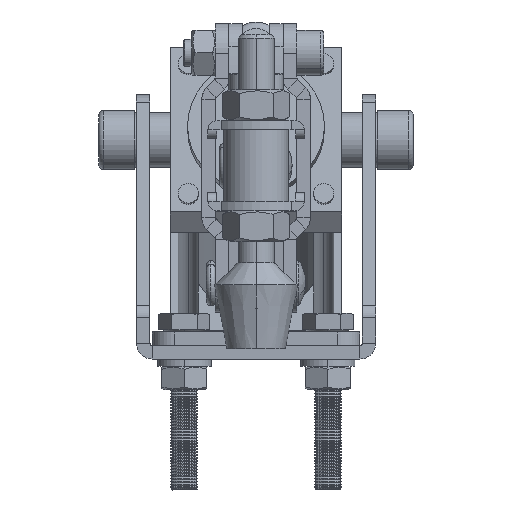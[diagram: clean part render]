
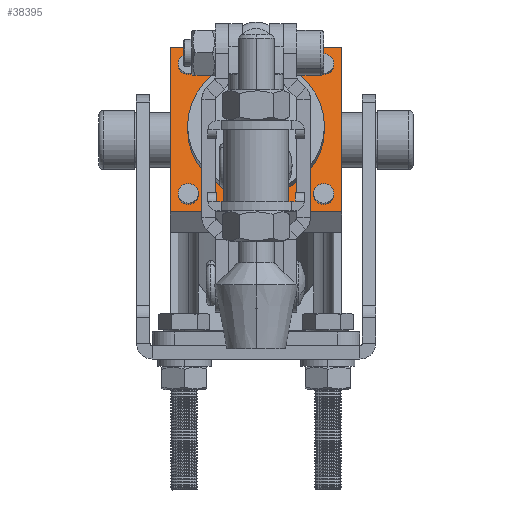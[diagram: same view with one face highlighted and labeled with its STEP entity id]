
A CAD part, left-side view. The second image highlights one B-rep face of the part: STEP entity #38395.
In plain terms, the highlighted face is planar.
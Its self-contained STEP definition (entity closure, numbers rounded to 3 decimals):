
#20 = CIRCLE ( 'NONE', #22483, 15.15 ) ;
#37 = CIRCLE ( 'NONE', #22487, 2.25 ) ;
#109 = CIRCLE ( 'NONE', #22512, 2.25 ) ;
#1156 = EDGE_LOOP ( 'NONE', ( #37893, #37894 ) ) ;
#1183 = EDGE_LOOP ( 'NONE', ( #37889, #37890 ) ) ;
#1533 = EDGE_LOOP ( 'NONE', ( #37891, #37892 ) ) ;
#1535 = EDGE_LOOP ( 'NONE', ( #37901, #37902 ) ) ;
#1635 = EDGE_LOOP ( 'NONE', ( #37895, #37896 ) ) ;
#1677 = EDGE_LOOP ( 'NONE', ( #37897, #37898, #37899, #37900 ) ) ;
#1931 = AXIS2_PLACEMENT_3D ( 'NONE', #3503, #3498, #3505 ) ;
#3498 = DIRECTION ( 'NONE',  ( 1., 0., 0. ) ) ;
#3502 = PLANE ( 'NONE',  #1931 ) ;
#3503 = CARTESIAN_POINT ( 'NONE',  ( 3., 19., 19. ) ) ;
#3505 = DIRECTION ( 'NONE',  ( 0., 1., 0. ) ) ;
#10724 = VERTEX_POINT ( 'NONE', #20389 ) ;
#10873 = VERTEX_POINT ( 'NONE', #20158 ) ;
#10879 = VERTEX_POINT ( 'NONE', #20195 ) ;
#10887 = VERTEX_POINT ( 'NONE', #20187 ) ;
#10988 = VERTEX_POINT ( 'NONE', #20049 ) ;
#11025 = VERTEX_POINT ( 'NONE', #19923 ) ;
#11079 = VERTEX_POINT ( 'NONE', #19959 ) ;
#11112 = VERTEX_POINT ( 'NONE', #19832 ) ;
#11171 = VERTEX_POINT ( 'NONE', #19842 ) ;
#11192 = VERTEX_POINT ( 'NONE', #19790 ) ;
#11208 = VERTEX_POINT ( 'NONE', #19774 ) ;
#11268 = VERTEX_POINT ( 'NONE', #13950 ) ;
#12959 = CIRCLE ( 'NONE', #22459, 2.25 ) ;
#12963 = CIRCLE ( 'NONE', #22460, 2.25 ) ;
#12965 = CIRCLE ( 'NONE', #22461, 2.25 ) ;
#12987 = CIRCLE ( 'NONE', #22465, 2.25 ) ;
#12995 = LINE ( 'NONE', #28596, #13003 ) ;
#12997 = LINE ( 'NONE', #28597, #13007 ) ;
#13001 = LINE ( 'NONE', #28591, #13011 ) ;
#13003 = VECTOR ( 'NONE', #28590, 1000. ) ;
#13007 = VECTOR ( 'NONE', #28588, 1000. ) ;
#13009 = CIRCLE ( 'NONE', #22466, 15.15 ) ;
#13011 = VECTOR ( 'NONE', #28585, 1000. ) ;
#13035 = LINE ( 'NONE', #28549, #13055 ) ;
#13055 = VECTOR ( 'NONE', #28554, 1000. ) ;
#13950 = CARTESIAN_POINT ( 'NONE',  ( 3., 0., -15.15 ) ) ;
#14737 = CARTESIAN_POINT ( 'NONE',  ( 3., -15., 15. ) ) ;
#14738 = DIRECTION ( 'NONE',  ( 1., 0., 0. ) ) ;
#14739 = DIRECTION ( 'NONE',  ( 0., 1., 0. ) ) ;
#14849 = CARTESIAN_POINT ( 'NONE',  ( 3., -15., -15. ) ) ;
#14850 = DIRECTION ( 'NONE',  ( 1., 0., 0. ) ) ;
#14851 = DIRECTION ( 'NONE',  ( 0., 1., 0. ) ) ;
#17503 = CARTESIAN_POINT ( 'NONE',  ( 3., -19., -19. ) ) ;
#17515 = CARTESIAN_POINT ( 'NONE',  ( 3., 0., 15.15 ) ) ;
#19774 = CARTESIAN_POINT ( 'NONE',  ( 3., -12.75, -15. ) ) ;
#19790 = CARTESIAN_POINT ( 'NONE',  ( 3., 12.75, 15. ) ) ;
#19832 = CARTESIAN_POINT ( 'NONE',  ( 3., -19., 19. ) ) ;
#19842 = CARTESIAN_POINT ( 'NONE',  ( 3., 19., 19. ) ) ;
#19923 = CARTESIAN_POINT ( 'NONE',  ( 3., 19., -19. ) ) ;
#19959 = CARTESIAN_POINT ( 'NONE',  ( 3., 17.25, -15. ) ) ;
#20049 = CARTESIAN_POINT ( 'NONE',  ( 3., 17.25, 15. ) ) ;
#20158 = CARTESIAN_POINT ( 'NONE',  ( 3., -12.75, 15. ) ) ;
#20187 = CARTESIAN_POINT ( 'NONE',  ( 3., -17.25, 15. ) ) ;
#20195 = CARTESIAN_POINT ( 'NONE',  ( 3., -17.25, -15. ) ) ;
#20389 = CARTESIAN_POINT ( 'NONE',  ( 3., 12.75, -15. ) ) ;
#21482 = EDGE_CURVE ( 'NONE', #10724, #11079, #12959, .T. ) ;
#21484 = EDGE_CURVE ( 'NONE', #10879, #11208, #12963, .T. ) ;
#21485 = EDGE_CURVE ( 'NONE', #10887, #10873, #12965, .T. ) ;
#21493 = EDGE_CURVE ( 'NONE', #11192, #10988, #12987, .T. ) ;
#21495 = EDGE_CURVE ( 'NONE', #11025, #27382, #12995, .T. ) ;
#21496 = EDGE_CURVE ( 'NONE', #11112, #27382, #12997, .T. ) ;
#21497 = EDGE_CURVE ( 'NONE', #11171, #11112, #13001, .T. ) ;
#21498 = EDGE_CURVE ( 'NONE', #27394, #11268, #13009, .T. ) ;
#21512 = EDGE_CURVE ( 'NONE', #11171, #11025, #13035, .T. ) ;
#21543 = EDGE_CURVE ( 'NONE', #11268, #27394, #20, .T. ) ;
#21550 = EDGE_CURVE ( 'NONE', #10988, #11192, #37, .T. ) ;
#21605 = EDGE_CURVE ( 'NONE', #11079, #10724, #109, .T. ) ;
#22073 = DIRECTION ( 'NONE',  ( 0., 1., 0. ) ) ;
#22318 = DIRECTION ( 'NONE',  ( 1., 0., 0. ) ) ;
#22327 = CARTESIAN_POINT ( 'NONE',  ( 3., 15., -15. ) ) ;
#22459 = AXIS2_PLACEMENT_3D ( 'NONE', #28646, #28644, #28643 ) ;
#22460 = AXIS2_PLACEMENT_3D ( 'NONE', #28636, #28635, #28633 ) ;
#22461 = AXIS2_PLACEMENT_3D ( 'NONE', #28630, #28628, #28626 ) ;
#22465 = AXIS2_PLACEMENT_3D ( 'NONE', #28594, #28593, #28592 ) ;
#22466 = AXIS2_PLACEMENT_3D ( 'NONE', #28580, #28579, #28578 ) ;
#22483 = AXIS2_PLACEMENT_3D ( 'NONE', #28472, #28471, #28470 ) ;
#22487 = AXIS2_PLACEMENT_3D ( 'NONE', #28454, #28453, #28452 ) ;
#22512 = AXIS2_PLACEMENT_3D ( 'NONE', #22327, #22318, #22073 ) ;
#22850 = AXIS2_PLACEMENT_3D ( 'NONE', #14737, #14738, #14739 ) ;
#22869 = AXIS2_PLACEMENT_3D ( 'NONE', #14849, #14850, #14851 ) ;
#27382 = VERTEX_POINT ( 'NONE', #17503 ) ;
#27394 = VERTEX_POINT ( 'NONE', #17515 ) ;
#28452 = DIRECTION ( 'NONE',  ( 0., 1., 0. ) ) ;
#28453 = DIRECTION ( 'NONE',  ( 1., 0., 0. ) ) ;
#28454 = CARTESIAN_POINT ( 'NONE',  ( 3., 15., 15. ) ) ;
#28470 = DIRECTION ( 'NONE',  ( 0., 1., 0. ) ) ;
#28471 = DIRECTION ( 'NONE',  ( 1., 0., 0. ) ) ;
#28472 = CARTESIAN_POINT ( 'NONE',  ( 3., 0., 0. ) ) ;
#28549 = CARTESIAN_POINT ( 'NONE',  ( 3., 19., 19. ) ) ;
#28554 = DIRECTION ( 'NONE',  ( 0., 0., -1. ) ) ;
#28578 = DIRECTION ( 'NONE',  ( 0., 1., 0. ) ) ;
#28579 = DIRECTION ( 'NONE',  ( 1., 0., 0. ) ) ;
#28580 = CARTESIAN_POINT ( 'NONE',  ( 3., 0., 0. ) ) ;
#28585 = DIRECTION ( 'NONE',  ( 0., -1., 0. ) ) ;
#28588 = DIRECTION ( 'NONE',  ( 0., 0., -1. ) ) ;
#28590 = DIRECTION ( 'NONE',  ( 0., -1., 0. ) ) ;
#28591 = CARTESIAN_POINT ( 'NONE',  ( 3., 19., 19. ) ) ;
#28592 = DIRECTION ( 'NONE',  ( 0., 1., 0. ) ) ;
#28593 = DIRECTION ( 'NONE',  ( 1., 0., 0. ) ) ;
#28594 = CARTESIAN_POINT ( 'NONE',  ( 3., 15., 15. ) ) ;
#28596 = CARTESIAN_POINT ( 'NONE',  ( 3., 19., -19. ) ) ;
#28597 = CARTESIAN_POINT ( 'NONE',  ( 3., -19., 19. ) ) ;
#28626 = DIRECTION ( 'NONE',  ( 0., 1., 0. ) ) ;
#28628 = DIRECTION ( 'NONE',  ( 1., 0., 0. ) ) ;
#28630 = CARTESIAN_POINT ( 'NONE',  ( 3., -15., 15. ) ) ;
#28633 = DIRECTION ( 'NONE',  ( 0., 1., 0. ) ) ;
#28635 = DIRECTION ( 'NONE',  ( 1., 0., 0. ) ) ;
#28636 = CARTESIAN_POINT ( 'NONE',  ( 3., -15., -15. ) ) ;
#28643 = DIRECTION ( 'NONE',  ( 0., 1., 0. ) ) ;
#28644 = DIRECTION ( 'NONE',  ( 1., 0., 0. ) ) ;
#28646 = CARTESIAN_POINT ( 'NONE',  ( 3., 15., -15. ) ) ;
#33722 = EDGE_CURVE ( 'NONE', #10873, #10887, #39957, .T. ) ;
#33764 = EDGE_CURVE ( 'NONE', #11208, #10879, #40013, .T. ) ;
#37889 = ORIENTED_EDGE ( 'NONE', *, *, #21485, .T. ) ;
#37890 = ORIENTED_EDGE ( 'NONE', *, *, #33722, .T. ) ;
#37891 = ORIENTED_EDGE ( 'NONE', *, *, #21484, .T. ) ;
#37892 = ORIENTED_EDGE ( 'NONE', *, *, #33764, .T. ) ;
#37893 = ORIENTED_EDGE ( 'NONE', *, *, #21482, .T. ) ;
#37894 = ORIENTED_EDGE ( 'NONE', *, *, #21605, .T. ) ;
#37895 = ORIENTED_EDGE ( 'NONE', *, *, #21493, .T. ) ;
#37896 = ORIENTED_EDGE ( 'NONE', *, *, #21550, .T. ) ;
#37897 = ORIENTED_EDGE ( 'NONE', *, *, #21495, .T. ) ;
#37898 = ORIENTED_EDGE ( 'NONE', *, *, #21496, .F. ) ;
#37899 = ORIENTED_EDGE ( 'NONE', *, *, #21497, .F. ) ;
#37900 = ORIENTED_EDGE ( 'NONE', *, *, #21512, .T. ) ;
#37901 = ORIENTED_EDGE ( 'NONE', *, *, #21498, .T. ) ;
#37902 = ORIENTED_EDGE ( 'NONE', *, *, #21543, .T. ) ;
#38395 = ADVANCED_FACE ( 'NONE', ( #42201, #42205, #42202, #42204, #42203, #42206 ), #3502, .F. ) ;
#39957 = CIRCLE ( 'NONE', #22850, 2.25 ) ;
#40013 = CIRCLE ( 'NONE', #22869, 2.25 ) ;
#42201 = FACE_BOUND ( 'NONE', #1183, .T. ) ;
#42202 = FACE_BOUND ( 'NONE', #1156, .T. ) ;
#42203 = FACE_OUTER_BOUND ( 'NONE', #1677, .T. ) ;
#42204 = FACE_BOUND ( 'NONE', #1635, .T. ) ;
#42205 = FACE_BOUND ( 'NONE', #1533, .T. ) ;
#42206 = FACE_BOUND ( 'NONE', #1535, .T. ) ;
